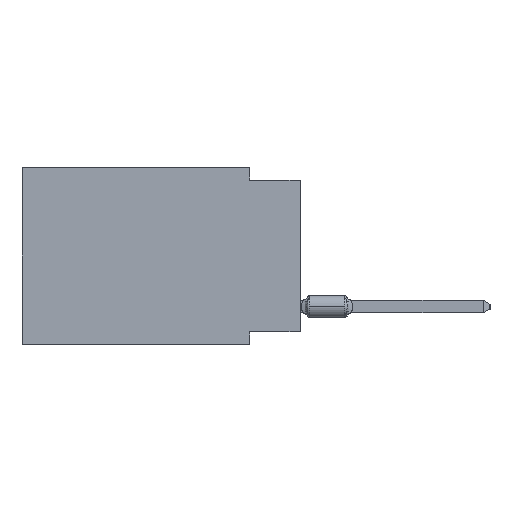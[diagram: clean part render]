
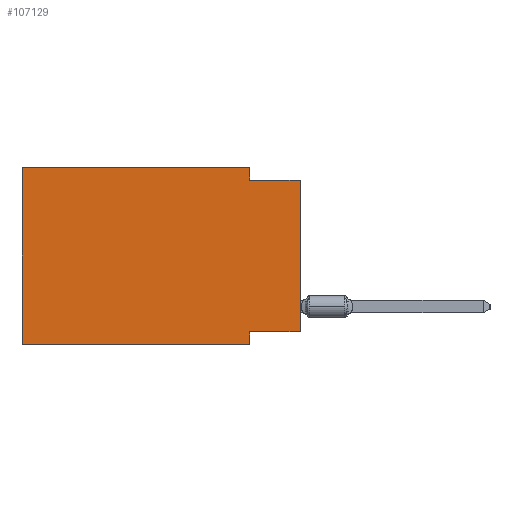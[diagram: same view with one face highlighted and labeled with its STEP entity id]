
A CAD part, left-side view. The second image highlights one B-rep face of the part: STEP entity #107129.
In plain terms, the highlighted planar face has unit normal (-1, 0, 0).
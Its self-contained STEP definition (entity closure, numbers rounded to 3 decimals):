
#4143 = CARTESIAN_POINT ( 'NONE',  ( 0., 0., -8.255 ) ) ;
#4914 = PLANE ( 'NONE',  #111819 ) ;
#5252 = LINE ( 'NONE', #40640, #78110 ) ;
#6028 = ORIENTED_EDGE ( 'NONE', *, *, #36888, .F. ) ;
#7681 = VECTOR ( 'NONE', #67182, 1000. ) ;
#14328 = EDGE_CURVE ( 'NONE', #51892, #109995, #21550, .T. ) ;
#15116 = ORIENTED_EDGE ( 'NONE', *, *, #20694, .F. ) ;
#17533 = CARTESIAN_POINT ( 'NONE',  ( 0., 13.97, 0. ) ) ;
#17729 = CARTESIAN_POINT ( 'NONE',  ( 0., 0., -8.255 ) ) ;
#19440 = VERTEX_POINT ( 'NONE', #60514 ) ;
#20694 = EDGE_CURVE ( 'NONE', #51391, #82407, #5252, .T. ) ;
#21196 = FACE_OUTER_BOUND ( 'NONE', #21983, .T. ) ;
#21550 = LINE ( 'NONE', #4143, #56960 ) ;
#21983 = EDGE_LOOP ( 'NONE', ( #64130, #77426, #15116, #6028, #91601, #42413, #31566, #86956 ) ) ;
#24108 = VERTEX_POINT ( 'NONE', #17533 ) ;
#30470 = DIRECTION ( 'NONE',  ( 1., 0., 0. ) ) ;
#31566 = ORIENTED_EDGE ( 'NONE', *, *, #94622, .F. ) ;
#31646 = VECTOR ( 'NONE', #49599, 1000. ) ;
#35767 = VECTOR ( 'NONE', #107994, 1000. ) ;
#36100 = EDGE_CURVE ( 'NONE', #82407, #46626, #113404, .T. ) ;
#36888 = EDGE_CURVE ( 'NONE', #24108, #51391, #37222, .T. ) ;
#37222 = LINE ( 'NONE', #91164, #35767 ) ;
#38308 = VECTOR ( 'NONE', #100199, 1000. ) ;
#40640 = CARTESIAN_POINT ( 'NONE',  ( 0., 2.54, 0. ) ) ;
#42413 = ORIENTED_EDGE ( 'NONE', *, *, #87685, .T. ) ;
#43424 = VERTEX_POINT ( 'NONE', #44141 ) ;
#44141 = CARTESIAN_POINT ( 'NONE',  ( 0., 13.97, -8.89 ) ) ;
#46626 = VERTEX_POINT ( 'NONE', #65307 ) ;
#47320 = DIRECTION ( 'NONE',  ( 0., 0., -1. ) ) ;
#49599 = DIRECTION ( 'NONE',  ( 0., -1., 0. ) ) ;
#51391 = VERTEX_POINT ( 'NONE', #93335 ) ;
#51430 = CARTESIAN_POINT ( 'NONE',  ( 0., 2.54, -8.255 ) ) ;
#51892 = VERTEX_POINT ( 'NONE', #17729 ) ;
#52008 = CARTESIAN_POINT ( 'NONE',  ( 0., 13.97, -8.89 ) ) ;
#55373 = VECTOR ( 'NONE', #73372, 1000. ) ;
#56960 = VECTOR ( 'NONE', #99905, 1000. ) ;
#57510 = DIRECTION ( 'NONE',  ( 0., 0., -1. ) ) ;
#60514 = CARTESIAN_POINT ( 'NONE',  ( 0., 2.54, -8.89 ) ) ;
#63534 = LINE ( 'NONE', #101211, #55373 ) ;
#64130 = ORIENTED_EDGE ( 'NONE', *, *, #98868, .T. ) ;
#65307 = CARTESIAN_POINT ( 'NONE',  ( 0., 0., -0.635 ) ) ;
#67182 = DIRECTION ( 'NONE',  ( 0., 0., 1. ) ) ;
#68076 = LINE ( 'NONE', #110033, #38308 ) ;
#69990 = LINE ( 'NONE', #52008, #103574 ) ;
#71370 = EDGE_CURVE ( 'NONE', #43424, #24108, #94985, .T. ) ;
#73372 = DIRECTION ( 'NONE',  ( 0., 0., 1. ) ) ;
#76460 = CARTESIAN_POINT ( 'NONE',  ( 0., 13.97, 0. ) ) ;
#77426 = ORIENTED_EDGE ( 'NONE', *, *, #36100, .F. ) ;
#78110 = VECTOR ( 'NONE', #57510, 1000. ) ;
#82407 = VERTEX_POINT ( 'NONE', #111473 ) ;
#86956 = ORIENTED_EDGE ( 'NONE', *, *, #14328, .F. ) ;
#87685 = EDGE_CURVE ( 'NONE', #43424, #19440, #69990, .T. ) ;
#91164 = CARTESIAN_POINT ( 'NONE',  ( 0., 13.97, 0. ) ) ;
#91601 = ORIENTED_EDGE ( 'NONE', *, *, #71370, .F. ) ;
#93335 = CARTESIAN_POINT ( 'NONE',  ( 0., 2.54, 0. ) ) ;
#94622 = EDGE_CURVE ( 'NONE', #109995, #19440, #68076, .T. ) ;
#94985 = LINE ( 'NONE', #76460, #7681 ) ;
#98868 = EDGE_CURVE ( 'NONE', #51892, #46626, #63534, .T. ) ;
#99905 = DIRECTION ( 'NONE',  ( 0., 1., 0. ) ) ;
#100199 = DIRECTION ( 'NONE',  ( 0., 0., -1. ) ) ;
#101211 = CARTESIAN_POINT ( 'NONE',  ( 0., 0., 0. ) ) ;
#101809 = CARTESIAN_POINT ( 'NONE',  ( 0., 13.97, 0. ) ) ;
#103535 = CARTESIAN_POINT ( 'NONE',  ( 0., 0., -0.635 ) ) ;
#103574 = VECTOR ( 'NONE', #114104, 1000. ) ;
#107129 = ADVANCED_FACE ( 'NONE', ( #21196 ), #4914, .F. ) ;
#107994 = DIRECTION ( 'NONE',  ( 0., -1., 0. ) ) ;
#109995 = VERTEX_POINT ( 'NONE', #51430 ) ;
#110033 = CARTESIAN_POINT ( 'NONE',  ( 0., 2.54, -8.89 ) ) ;
#111473 = CARTESIAN_POINT ( 'NONE',  ( 0., 2.54, -0.635 ) ) ;
#111819 = AXIS2_PLACEMENT_3D ( 'NONE', #101809, #30470, #47320 ) ;
#113404 = LINE ( 'NONE', #103535, #31646 ) ;
#114104 = DIRECTION ( 'NONE',  ( 0., -1., 0. ) ) ;
